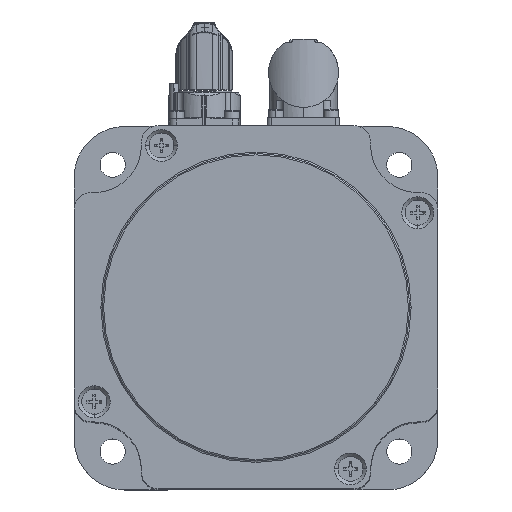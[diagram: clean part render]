
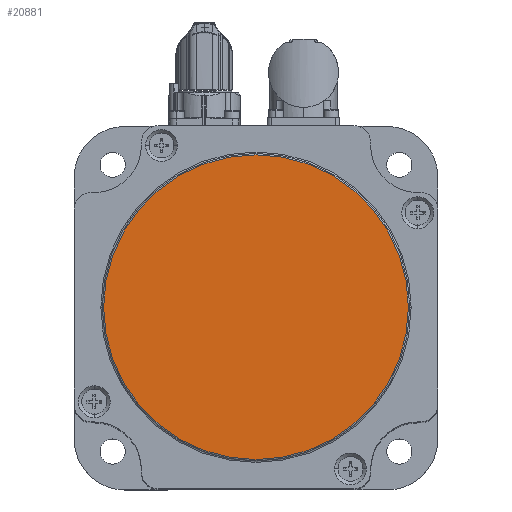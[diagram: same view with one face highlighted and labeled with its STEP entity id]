
A CAD part, top view. The second image highlights one B-rep face of the part: STEP entity #20881.
In plain terms, the highlighted planar face has unit normal (0, 0, 1).
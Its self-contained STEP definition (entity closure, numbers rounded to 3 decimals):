
#3122 = CARTESIAN_POINT ( 'NONE',  ( -79.522, 9.443, 228.998 ) ) ;
#4426 = CARTESIAN_POINT ( 'NONE',  ( -134.022, 9.443, 228.998 ) ) ;
#5688 = CIRCLE ( 'NONE', #21163, 54.5 ) ;
#6687 = VERTEX_POINT ( 'NONE', #46001 ) ;
#7183 = AXIS2_PLACEMENT_3D ( 'NONE', #3122, #37351, #8068 ) ;
#8068 = DIRECTION ( 'NONE',  ( -1., 0., 0. ) ) ;
#15240 = CARTESIAN_POINT ( 'NONE',  ( -14.522, -55.557, 228.998 ) ) ;
#15592 = VERTEX_POINT ( 'NONE', #4426 ) ;
#16427 = CIRCLE ( 'NONE', #7183, 54.5 ) ;
#19512 = CARTESIAN_POINT ( 'NONE',  ( -79.522, 9.443, 228.998 ) ) ;
#19776 = FACE_OUTER_BOUND ( 'NONE', #32421, .T. ) ;
#19930 = PLANE ( 'NONE',  #41918 ) ;
#20147 = DIRECTION ( 'NONE',  ( -1., 0., 0. ) ) ;
#20881 = ADVANCED_FACE ( 'NONE', ( #19776 ), #19930, .F. ) ;
#21163 = AXIS2_PLACEMENT_3D ( 'NONE', #19512, #53778, #24450 ) ;
#24450 = DIRECTION ( 'NONE',  ( -1., 0., 0. ) ) ;
#32421 = EDGE_LOOP ( 'NONE', ( #51412, #50974 ) ) ;
#37351 = DIRECTION ( 'NONE',  ( 0., 0., 1. ) ) ;
#41918 = AXIS2_PLACEMENT_3D ( 'NONE', #15240, #49520, #20147 ) ;
#46001 = CARTESIAN_POINT ( 'NONE',  ( -25.022, 9.443, 228.998 ) ) ;
#49520 = DIRECTION ( 'NONE',  ( 0., 0., -1. ) ) ;
#50974 = ORIENTED_EDGE ( 'NONE', *, *, #58224, .T. ) ;
#51412 = ORIENTED_EDGE ( 'NONE', *, *, #60933, .T. ) ;
#53778 = DIRECTION ( 'NONE',  ( 0., 0., 1. ) ) ;
#58224 = EDGE_CURVE ( 'NONE', #6687, #15592, #5688, .T. ) ;
#60933 = EDGE_CURVE ( 'NONE', #15592, #6687, #16427, .T. ) ;
